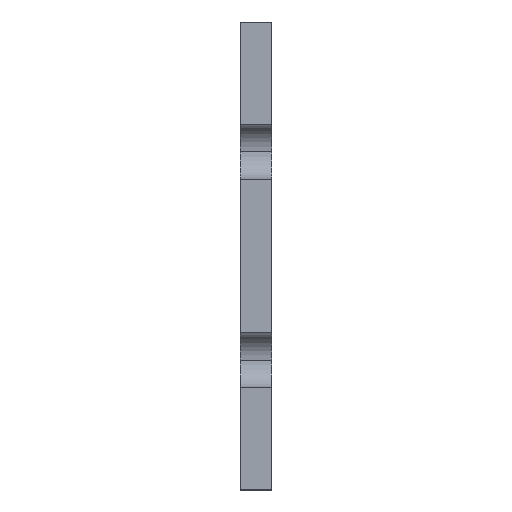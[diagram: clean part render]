
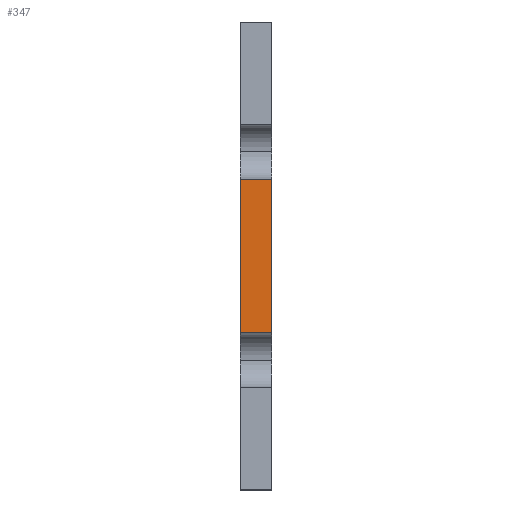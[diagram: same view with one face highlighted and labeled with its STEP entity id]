
A CAD part, left-side view. The second image highlights one B-rep face of the part: STEP entity #347.
In plain terms, the highlighted planar face has unit normal (-1, 0, 0).
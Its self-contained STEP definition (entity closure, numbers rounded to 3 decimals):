
#6 = EDGE_CURVE ( 'NONE', #685, #462, #737, .T. ) ;
#35 = VERTEX_POINT ( 'NONE', #692 ) ;
#51 = LINE ( 'NONE', #853, #182 ) ;
#67 = VERTEX_POINT ( 'NONE', #307 ) ;
#78 = EDGE_CURVE ( 'NONE', #67, #685, #51, .T. ) ;
#81 = DIRECTION ( 'NONE',  ( 0., 0., -1. ) ) ;
#91 = DIRECTION ( 'NONE',  ( 0., 0., 1. ) ) ;
#112 = CARTESIAN_POINT ( 'NONE',  ( -136.5, 3., 7.4 ) ) ;
#114 = EDGE_CURVE ( 'NONE', #67, #35, #387, .T. ) ;
#130 = CARTESIAN_POINT ( 'NONE',  ( -136.5, 0., -7.4 ) ) ;
#182 = VECTOR ( 'NONE', #651, 1000. ) ;
#194 = VECTOR ( 'NONE', #716, 1000. ) ;
#202 = AXIS2_PLACEMENT_3D ( 'NONE', #424, #485, #81 ) ;
#216 = CARTESIAN_POINT ( 'NONE',  ( -136.5, 3., 7.4 ) ) ;
#307 = CARTESIAN_POINT ( 'NONE',  ( -136.5, 3., -7.4 ) ) ;
#311 = EDGE_LOOP ( 'NONE', ( #712, #460, #550, #859 ) ) ;
#326 = VECTOR ( 'NONE', #91, 1000. ) ;
#336 = FACE_OUTER_BOUND ( 'NONE', #311, .T. ) ;
#347 = ADVANCED_FACE ( 'NONE', ( #336 ), #823, .F. ) ;
#387 = LINE ( 'NONE', #112, #194 ) ;
#424 = CARTESIAN_POINT ( 'NONE',  ( -136.5, 3., 7.4 ) ) ;
#432 = DIRECTION ( 'NONE',  ( 0., -1., 0. ) ) ;
#460 = ORIENTED_EDGE ( 'NONE', *, *, #565, .F. ) ;
#462 = VERTEX_POINT ( 'NONE', #771 ) ;
#485 = DIRECTION ( 'NONE',  ( 1., 0., 0. ) ) ;
#494 = CARTESIAN_POINT ( 'NONE',  ( -136.5, 0., 7.4 ) ) ;
#550 = ORIENTED_EDGE ( 'NONE', *, *, #114, .F. ) ;
#565 = EDGE_CURVE ( 'NONE', #35, #462, #801, .T. ) ;
#651 = DIRECTION ( 'NONE',  ( 0., -1., 0. ) ) ;
#685 = VERTEX_POINT ( 'NONE', #130 ) ;
#692 = CARTESIAN_POINT ( 'NONE',  ( -136.5, 3., 7.4 ) ) ;
#693 = VECTOR ( 'NONE', #432, 1000. ) ;
#712 = ORIENTED_EDGE ( 'NONE', *, *, #6, .T. ) ;
#716 = DIRECTION ( 'NONE',  ( 0., 0., 1. ) ) ;
#737 = LINE ( 'NONE', #494, #326 ) ;
#771 = CARTESIAN_POINT ( 'NONE',  ( -136.5, 0., 7.4 ) ) ;
#801 = LINE ( 'NONE', #216, #693 ) ;
#823 = PLANE ( 'NONE',  #202 ) ;
#853 = CARTESIAN_POINT ( 'NONE',  ( -136.5, 3., -7.4 ) ) ;
#859 = ORIENTED_EDGE ( 'NONE', *, *, #78, .T. ) ;
